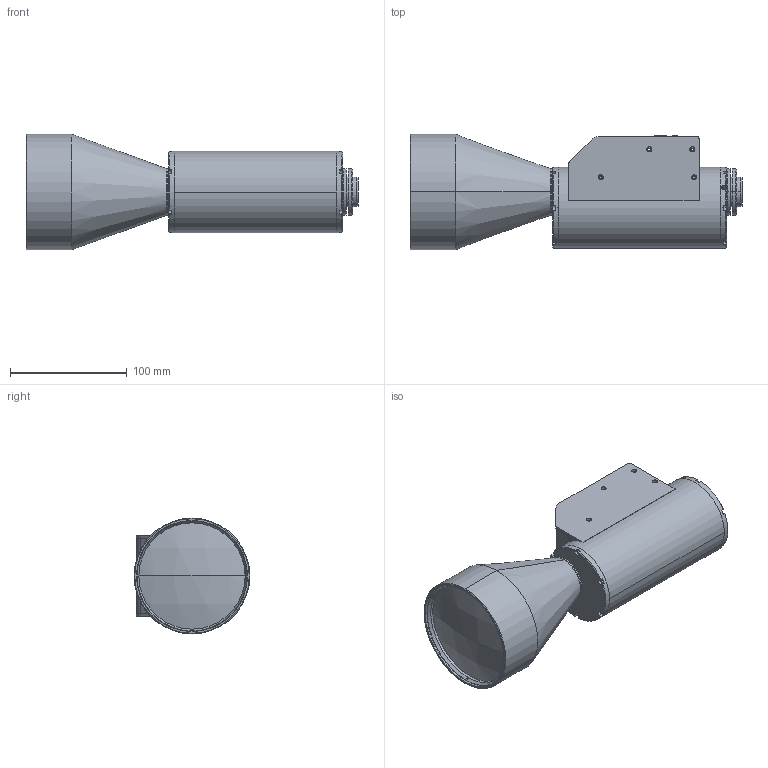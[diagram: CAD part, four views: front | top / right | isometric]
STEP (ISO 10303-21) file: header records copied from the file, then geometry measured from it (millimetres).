
FILE_DESCRIPTION (( 'STEP AP214' ), '1' );
FILE_NAME ('TC ZR 072.STEP', '2014-04-04T11:57:57', ( '' ), ( '' ), 'SwSTEP 2.0', 'SolidWorks 2013', '' );
FILE_SCHEMA (( 'AUTOMOTIVE_DESIGN' ));
Length unit declared in the file: millimetre
Products named in the file (1): TC ZR 072
Bounding box: 284.23 x 99 x 99 mm (x, y, z)
Surface area: 117809.8 mm2 (no closed solid volume)
Topology: 0 solids, 29 shells, 371 faces, 1457 edges, 1118 vertices
Faces by surface type: plane 174, cylinder 160, cone 34, sphere 2, bspline 1
Entity records: 20189 total; most frequent: CARTESIAN_POINT 3717, DIRECTION 2603, ORIENTED_EDGE 2244, EDGE_CURVE 1457, VERTEX_POINT 1118, AXIS2_PLACEMENT_3D 888, VECTOR 827, LINE 827
